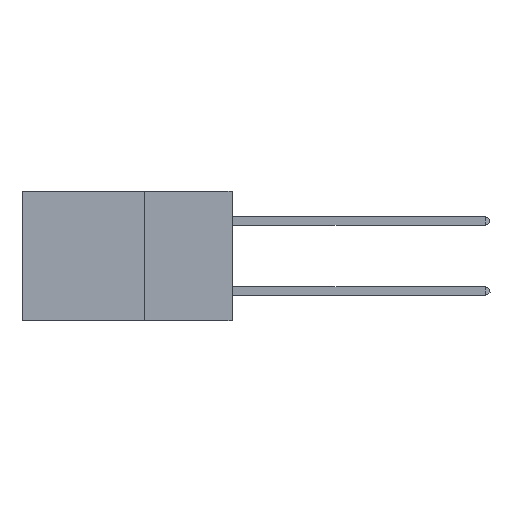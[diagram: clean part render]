
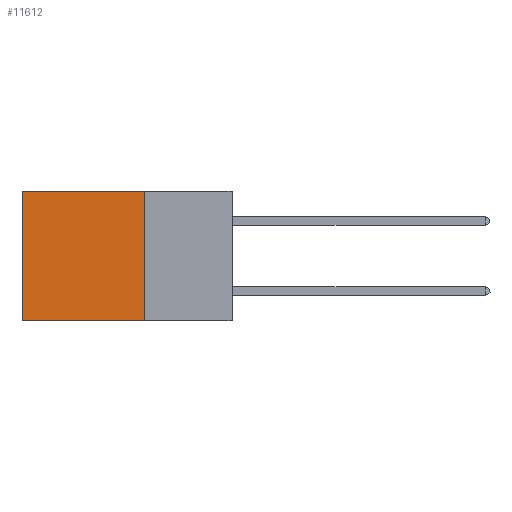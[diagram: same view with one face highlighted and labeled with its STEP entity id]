
A CAD part, left-side view. The second image highlights one B-rep face of the part: STEP entity #11612.
In plain terms, the highlighted planar face has unit normal (-1, 0, 0).
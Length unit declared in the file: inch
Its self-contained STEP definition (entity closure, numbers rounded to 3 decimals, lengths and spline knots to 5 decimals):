
#857 = EDGE_CURVE ( 'NONE', #20299, #6402, #24389, .T. ) ;
#1728 = VECTOR ( 'NONE', #6637, 39.37008 ) ;
#2096 = ORIENTED_EDGE ( 'NONE', *, *, #857, .F. ) ;
#2299 = ORIENTED_EDGE ( 'NONE', *, *, #25953, .F. ) ;
#2318 = VECTOR ( 'NONE', #2662, 39.37008 ) ;
#2662 = DIRECTION ( 'NONE',  ( 0., 0., -1. ) ) ;
#2838 = EDGE_CURVE ( 'NONE', #19905, #22607, #19152, .T. ) ;
#3033 = CARTESIAN_POINT ( 'NONE',  ( 0.2875, 0.25, -0.37 ) ) ;
#5774 = DIRECTION ( 'NONE',  ( 0., 0., -1. ) ) ;
#6402 = VERTEX_POINT ( 'NONE', #18817 ) ;
#6637 = DIRECTION ( 'NONE',  ( 0., 1., 0. ) ) ;
#7285 = EDGE_LOOP ( 'NONE', ( #19457, #2096, #2299, #29338 ) ) ;
#8098 = AXIS2_PLACEMENT_3D ( 'NONE', #12031, #12195, #14186 ) ;
#8273 = CARTESIAN_POINT ( 'NONE',  ( 0.2875, 0.25, 0. ) ) ;
#9314 = EDGE_CURVE ( 'NONE', #22607, #6402, #18304, .T. ) ;
#11612 = ADVANCED_FACE ( 'NONE', ( #20771 ), #25887, .F. ) ;
#12031 = CARTESIAN_POINT ( 'NONE',  ( 0.2875, 0.25, 0. ) ) ;
#12195 = DIRECTION ( 'NONE',  ( 1., 0., 0. ) ) ;
#12663 = CARTESIAN_POINT ( 'NONE',  ( 0.2875, 0.25, 0. ) ) ;
#12714 = VECTOR ( 'NONE', #5774, 39.37008 ) ;
#14186 = DIRECTION ( 'NONE',  ( 0., 0., -1. ) ) ;
#16972 = CARTESIAN_POINT ( 'NONE',  ( 0.2875, 0.25, -0.37 ) ) ;
#17836 = VECTOR ( 'NONE', #26867, 39.37008 ) ;
#18304 = LINE ( 'NONE', #28364, #12714 ) ;
#18817 = CARTESIAN_POINT ( 'NONE',  ( 0.2875, 0.6, -0.37 ) ) ;
#19152 = LINE ( 'NONE', #29216, #1728 ) ;
#19457 = ORIENTED_EDGE ( 'NONE', *, *, #9314, .T. ) ;
#19905 = VERTEX_POINT ( 'NONE', #12663 ) ;
#20299 = VERTEX_POINT ( 'NONE', #3033 ) ;
#20437 = CARTESIAN_POINT ( 'NONE',  ( 0.2875, 0.6, 0. ) ) ;
#20771 = FACE_OUTER_BOUND ( 'NONE', #7285, .T. ) ;
#22607 = VERTEX_POINT ( 'NONE', #20437 ) ;
#24389 = LINE ( 'NONE', #16972, #17836 ) ;
#25887 = PLANE ( 'NONE',  #8098 ) ;
#25953 = EDGE_CURVE ( 'NONE', #19905, #20299, #30687, .T. ) ;
#26867 = DIRECTION ( 'NONE',  ( 0., 1., 0. ) ) ;
#28364 = CARTESIAN_POINT ( 'NONE',  ( 0.2875, 0.6, 0. ) ) ;
#29216 = CARTESIAN_POINT ( 'NONE',  ( 0.2875, 0.25, 0. ) ) ;
#29338 = ORIENTED_EDGE ( 'NONE', *, *, #2838, .T. ) ;
#30687 = LINE ( 'NONE', #8273, #2318 ) ;
